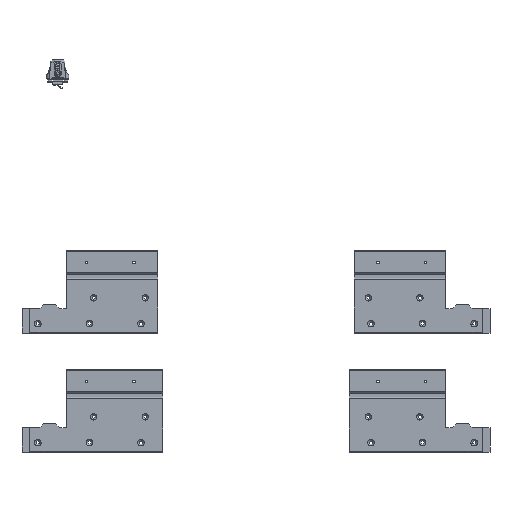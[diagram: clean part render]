
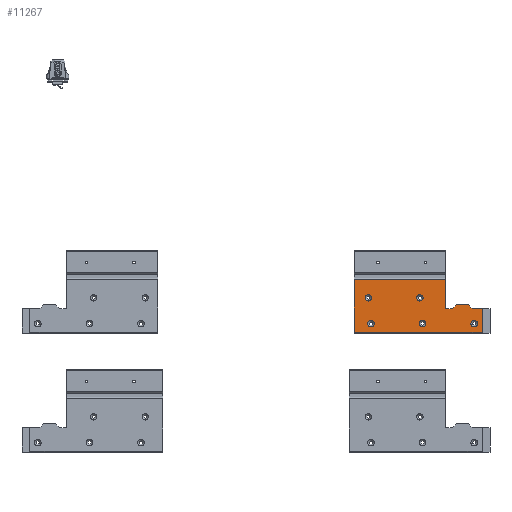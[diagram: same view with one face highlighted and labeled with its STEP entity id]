
A CAD part, top view. The second image highlights one B-rep face of the part: STEP entity #11267.
In plain terms, the highlighted planar face has unit normal (0, 0, 1).
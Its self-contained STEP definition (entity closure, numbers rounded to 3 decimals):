
#569=FACE_BOUND('',#1715,.T.);
#570=FACE_BOUND('',#1716,.T.);
#571=FACE_BOUND('',#1717,.T.);
#572=FACE_BOUND('',#1718,.T.);
#573=FACE_BOUND('',#1719,.T.);
#698=CIRCLE('',#12102,4.2);
#699=CIRCLE('',#12103,4.);
#700=CIRCLE('',#12104,4.);
#701=CIRCLE('',#12105,4.2);
#702=CIRCLE('',#12106,4.2);
#1044=FACE_OUTER_BOUND('',#1714,.T.);
#1714=EDGE_LOOP('',(#7599,#7600,#7601,#7602,#7603,#7604,#7605,#7606,#7607,
#7608));
#1715=EDGE_LOOP('',(#7609));
#1716=EDGE_LOOP('',(#7610));
#1717=EDGE_LOOP('',(#7611));
#1718=EDGE_LOOP('',(#7612));
#1719=EDGE_LOOP('',(#7613));
#2500=LINE('',#16480,#3711);
#2501=LINE('',#16483,#3712);
#2505=LINE('',#16492,#3716);
#2509=LINE('',#16499,#3720);
#2521=LINE('',#16533,#3732);
#2522=LINE('',#16535,#3733);
#2523=LINE('',#16537,#3734);
#2524=LINE('',#16539,#3735);
#2525=LINE('',#16541,#3736);
#2526=LINE('',#16542,#3737);
#3711=VECTOR('',#13155,10.);
#3712=VECTOR('',#13158,10.);
#3716=VECTOR('',#13164,10.);
#3720=VECTOR('',#13170,10.);
#3732=VECTOR('',#13198,10.);
#3733=VECTOR('',#13199,10.);
#3734=VECTOR('',#13200,10.);
#3735=VECTOR('',#13201,10.);
#3736=VECTOR('',#13202,10.);
#3737=VECTOR('',#13203,10.);
#4920=VERTEX_POINT('',#16474);
#4922=VERTEX_POINT('',#16478);
#4923=VERTEX_POINT('',#16482);
#4925=VERTEX_POINT('',#16488);
#4927=VERTEX_POINT('',#16491);
#4943=VERTEX_POINT('',#16532);
#4944=VERTEX_POINT('',#16534);
#4945=VERTEX_POINT('',#16536);
#4946=VERTEX_POINT('',#16538);
#4947=VERTEX_POINT('',#16540);
#4948=VERTEX_POINT('',#16543);
#4949=VERTEX_POINT('',#16545);
#4950=VERTEX_POINT('',#16547);
#4951=VERTEX_POINT('',#16549);
#4952=VERTEX_POINT('',#16551);
#5942=EDGE_CURVE('',#4922,#4920,#2500,.T.);
#5943=EDGE_CURVE('',#4923,#4920,#2501,.T.);
#5947=EDGE_CURVE('',#4927,#4925,#2505,.T.);
#5951=EDGE_CURVE('',#4927,#4922,#2509,.T.);
#5968=EDGE_CURVE('',#4943,#4925,#2521,.T.);
#5969=EDGE_CURVE('',#4943,#4944,#2522,.T.);
#5970=EDGE_CURVE('',#4944,#4945,#2523,.T.);
#5971=EDGE_CURVE('',#4945,#4946,#2524,.T.);
#5972=EDGE_CURVE('',#4946,#4947,#2525,.T.);
#5973=EDGE_CURVE('',#4947,#4923,#2526,.T.);
#5974=EDGE_CURVE('',#4948,#4948,#698,.T.);
#5975=EDGE_CURVE('',#4949,#4949,#699,.T.);
#5976=EDGE_CURVE('',#4950,#4950,#700,.T.);
#5977=EDGE_CURVE('',#4951,#4951,#701,.T.);
#5978=EDGE_CURVE('',#4952,#4952,#702,.T.);
#7599=ORIENTED_EDGE('',*,*,#5943,.T.);
#7600=ORIENTED_EDGE('',*,*,#5942,.F.);
#7601=ORIENTED_EDGE('',*,*,#5951,.F.);
#7602=ORIENTED_EDGE('',*,*,#5947,.T.);
#7603=ORIENTED_EDGE('',*,*,#5968,.F.);
#7604=ORIENTED_EDGE('',*,*,#5969,.T.);
#7605=ORIENTED_EDGE('',*,*,#5970,.T.);
#7606=ORIENTED_EDGE('',*,*,#5971,.T.);
#7607=ORIENTED_EDGE('',*,*,#5972,.T.);
#7608=ORIENTED_EDGE('',*,*,#5973,.T.);
#7609=ORIENTED_EDGE('',*,*,#5974,.T.);
#7610=ORIENTED_EDGE('',*,*,#5975,.F.);
#7611=ORIENTED_EDGE('',*,*,#5976,.F.);
#7612=ORIENTED_EDGE('',*,*,#5977,.T.);
#7613=ORIENTED_EDGE('',*,*,#5978,.T.);
#10811=PLANE('',#12101);
#11267=ADVANCED_FACE('',(#1044,#569,#570,#571,#572,#573),#10811,.T.);
#12101=AXIS2_PLACEMENT_3D('',#16531,#13196,#13197);
#12102=AXIS2_PLACEMENT_3D('',#16544,#13204,#13205);
#12103=AXIS2_PLACEMENT_3D('',#16546,#13206,#13207);
#12104=AXIS2_PLACEMENT_3D('',#16548,#13208,#13209);
#12105=AXIS2_PLACEMENT_3D('',#16550,#13210,#13211);
#12106=AXIS2_PLACEMENT_3D('',#16552,#13212,#13213);
#13155=DIRECTION('',(0.,-1.,0.));
#13158=DIRECTION('',(-1.,0.,0.));
#13164=DIRECTION('',(0.,-1.,0.));
#13170=DIRECTION('',(1.,0.,0.));
#13196=DIRECTION('center_axis',(0.,0.,1.));
#13197=DIRECTION('ref_axis',(1.,0.,0.));
#13198=DIRECTION('',(-1.,0.,0.));
#13199=DIRECTION('',(0.,1.,0.));
#13200=DIRECTION('',(-1.,0.,0.));
#13201=DIRECTION('',(-0.708,0.706,0.));
#13202=DIRECTION('',(-1.,0.,0.));
#13203=DIRECTION('',(-0.706,-0.708,0.));
#13204=DIRECTION('center_axis',(0.,0.,-1.));
#13205=DIRECTION('ref_axis',(-1.,0.,0.));
#13206=DIRECTION('center_axis',(0.,0.,1.));
#13207=DIRECTION('ref_axis',(-1.,0.,0.));
#13208=DIRECTION('center_axis',(0.,0.,1.));
#13209=DIRECTION('ref_axis',(-1.,0.,0.));
#13210=DIRECTION('center_axis',(0.,0.,-1.));
#13211=DIRECTION('ref_axis',(-1.,0.,0.));
#13212=DIRECTION('center_axis',(0.,0.,-1.));
#13213=DIRECTION('ref_axis',(-1.,0.,0.));
#16474=CARTESIAN_POINT('',(263.895,679.456,485.));
#16478=CARTESIAN_POINT('',(263.895,716.,485.));
#16480=CARTESIAN_POINT('',(263.895,710.,485.));
#16482=CARTESIAN_POINT('',(272.666,679.456,485.));
#16483=CARTESIAN_POINT('',(207.895,679.456,485.));
#16488=CARTESIAN_POINT('',(148.8,649.5,485.));
#16491=CARTESIAN_POINT('',(148.8,716.,485.));
#16492=CARTESIAN_POINT('',(148.8,706.169,485.));
#16499=CARTESIAN_POINT('',(207.895,716.,485.));
#16531=CARTESIAN_POINT('Origin',(50.,680.5,485.));
#16532=CARTESIAN_POINT('',(310.,649.5,485.));
#16533=CARTESIAN_POINT('',(-60.,649.5,485.));
#16534=CARTESIAN_POINT('',(310.,679.5,485.));
#16535=CARTESIAN_POINT('',(310.,647.446,485.));
#16536=CARTESIAN_POINT('',(297.66,679.5,485.));
#16537=CARTESIAN_POINT('',(320.,679.5,485.));
#16538=CARTESIAN_POINT('',(292.76,684.386,485.));
#16539=CARTESIAN_POINT('',(297.66,679.5,485.));
#16540=CARTESIAN_POINT('',(277.583,684.386,485.));
#16541=CARTESIAN_POINT('',(164.29,684.386,485.));
#16542=CARTESIAN_POINT('',(278.58,685.386,485.));
#16543=CARTESIAN_POINT('',(174.2,660.5,485.));
#16544=CARTESIAN_POINT('Origin',(170.,660.5,485.));
#16545=CARTESIAN_POINT('',(170.621,692.978,485.));
#16546=CARTESIAN_POINT('Origin',(166.621,692.978,485.));
#16547=CARTESIAN_POINT('',(235.621,692.978,485.));
#16548=CARTESIAN_POINT('Origin',(231.621,692.978,485.));
#16549=CARTESIAN_POINT('',(239.2,660.5,485.));
#16550=CARTESIAN_POINT('Origin',(235.,660.5,485.));
#16551=CARTESIAN_POINT('',(304.2,660.5,485.));
#16552=CARTESIAN_POINT('Origin',(300.,660.5,485.));
